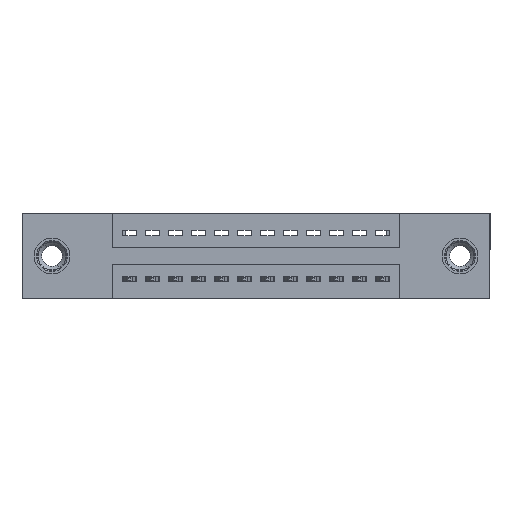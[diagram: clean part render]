
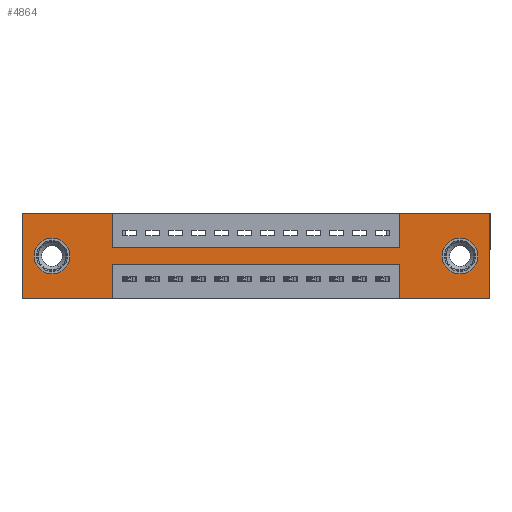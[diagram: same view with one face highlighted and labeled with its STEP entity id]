
A CAD part, front view. The second image highlights one B-rep face of the part: STEP entity #4864.
In plain terms, the highlighted planar face has unit normal (0, -1, 0).
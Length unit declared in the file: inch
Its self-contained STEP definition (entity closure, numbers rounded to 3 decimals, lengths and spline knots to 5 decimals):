
#21 = VECTOR ( 'NONE', #16214, 39.37008 ) ;
#164 = AXIS2_PLACEMENT_3D ( 'NONE', #8084, #8140, #8205 ) ;
#299 = CARTESIAN_POINT ( 'NONE',  ( 1.905, 0., -0.185 ) ) ;
#496 = LINE ( 'NONE', #5253, #4590 ) ;
#537 = VERTEX_POINT ( 'NONE', #1516 ) ;
#747 = CIRCLE ( 'NONE', #1586, 0.078 ) ;
#760 = FACE_BOUND ( 'NONE', #10051, .T. ) ;
#766 = ORIENTED_EDGE ( 'NONE', *, *, #6644, .F. ) ;
#825 = EDGE_CURVE ( 'NONE', #14212, #17601, #15527, .T. ) ;
#1353 = CARTESIAN_POINT ( 'NONE',  ( 0.3925, 0., -0.22 ) ) ;
#1358 = CARTESIAN_POINT ( 'NONE',  ( 0.3925, 0., -0.22 ) ) ;
#1364 = EDGE_CURVE ( 'NONE', #17313, #8422, #10950, .T. ) ;
#1437 = VECTOR ( 'NONE', #5385, 39.37008 ) ;
#1507 = ORIENTED_EDGE ( 'NONE', *, *, #9386, .F. ) ;
#1516 = CARTESIAN_POINT ( 'NONE',  ( 1.905, 0., -0.107 ) ) ;
#1586 = AXIS2_PLACEMENT_3D ( 'NONE', #10330, #2129, #7688 ) ;
#1858 = CIRCLE ( 'NONE', #14203, 0.078 ) ;
#2044 = DIRECTION ( 'NONE',  ( 1., 0., 0. ) ) ;
#2100 = EDGE_LOOP ( 'NONE', ( #16381, #1507, #7932, #766, #4837, #11017, #6949, #7886, #11613, #12958, #11095, #11307 ) ) ;
#2129 = DIRECTION ( 'NONE',  ( 0., 1., 0. ) ) ;
#2130 = CARTESIAN_POINT ( 'NONE',  ( 1.6425, 0., 0. ) ) ;
#2344 = DIRECTION ( 'NONE',  ( -1., 0., 0. ) ) ;
#2379 = EDGE_LOOP ( 'NONE', ( #15832, #16498 ) ) ;
#2451 = EDGE_CURVE ( 'NONE', #17601, #17313, #9637, .T. ) ;
#2544 = CARTESIAN_POINT ( 'NONE',  ( 2.035, 0., 0. ) ) ;
#2943 = VERTEX_POINT ( 'NONE', #14460 ) ;
#3315 = LINE ( 'NONE', #7377, #16219 ) ;
#3454 = CARTESIAN_POINT ( 'NONE',  ( 1.6425, 0., -0.37 ) ) ;
#3689 = EDGE_CURVE ( 'NONE', #17137, #10215, #8723, .T. ) ;
#3747 = DIRECTION ( 'NONE',  ( 0., 0., 1. ) ) ;
#3920 = CARTESIAN_POINT ( 'NONE',  ( 0.13, 0., -0.185 ) ) ;
#4291 = VECTOR ( 'NONE', #2344, 39.37008 ) ;
#4590 = VECTOR ( 'NONE', #9420, 39.37008 ) ;
#4837 = ORIENTED_EDGE ( 'NONE', *, *, #1364, .F. ) ;
#4864 = ADVANCED_FACE ( 'NONE', ( #760, #14940, #11264 ), #16487, .T. ) ;
#4887 = CARTESIAN_POINT ( 'NONE',  ( 0.13, 0., -0.107 ) ) ;
#4911 = LINE ( 'NONE', #16008, #4291 ) ;
#5079 = VERTEX_POINT ( 'NONE', #4887 ) ;
#5230 = LINE ( 'NONE', #17149, #13598 ) ;
#5253 = CARTESIAN_POINT ( 'NONE',  ( 1.6425, 0., -0.37 ) ) ;
#5292 = DIRECTION ( 'NONE',  ( 1., 0., 0. ) ) ;
#5366 = EDGE_CURVE ( 'NONE', #2943, #15698, #8453, .T. ) ;
#5385 = DIRECTION ( 'NONE',  ( -1., 0., 0. ) ) ;
#5411 = CARTESIAN_POINT ( 'NONE',  ( 0., 0., 0. ) ) ;
#5541 = VECTOR ( 'NONE', #16586, 39.37008 ) ;
#5664 = VECTOR ( 'NONE', #6156, 39.37008 ) ;
#5771 = DIRECTION ( 'NONE',  ( 0., 1., 0. ) ) ;
#6156 = DIRECTION ( 'NONE',  ( -1., 0., 0. ) ) ;
#6644 = EDGE_CURVE ( 'NONE', #8422, #8318, #14246, .T. ) ;
#6914 = EDGE_CURVE ( 'NONE', #15698, #14212, #5230, .T. ) ;
#6949 = ORIENTED_EDGE ( 'NONE', *, *, #825, .F. ) ;
#7164 = VECTOR ( 'NONE', #12673, 39.37008 ) ;
#7258 = CARTESIAN_POINT ( 'NONE',  ( 1.905, 0., -0.185 ) ) ;
#7377 = CARTESIAN_POINT ( 'NONE',  ( 0., 0., 0. ) ) ;
#7688 = DIRECTION ( 'NONE',  ( 0., 0., 1. ) ) ;
#7791 = CARTESIAN_POINT ( 'NONE',  ( 1.6425, 0., 0. ) ) ;
#7886 = ORIENTED_EDGE ( 'NONE', *, *, #6914, .F. ) ;
#7932 = ORIENTED_EDGE ( 'NONE', *, *, #12147, .F. ) ;
#7984 = EDGE_CURVE ( 'NONE', #5079, #11221, #12237, .T. ) ;
#7988 = VERTEX_POINT ( 'NONE', #10655 ) ;
#8084 = CARTESIAN_POINT ( 'NONE',  ( 0., 0., -0.37 ) ) ;
#8140 = DIRECTION ( 'NONE',  ( 0., -1., 0. ) ) ;
#8205 = DIRECTION ( 'NONE',  ( 0., 0., -1. ) ) ;
#8318 = VERTEX_POINT ( 'NONE', #3454 ) ;
#8342 = EDGE_CURVE ( 'NONE', #10710, #17137, #4911, .T. ) ;
#8348 = ORIENTED_EDGE ( 'NONE', *, *, #16659, .T. ) ;
#8415 = CARTESIAN_POINT ( 'NONE',  ( 0., 0., -0.37 ) ) ;
#8422 = VERTEX_POINT ( 'NONE', #14371 ) ;
#8453 = LINE ( 'NONE', #12899, #7164 ) ;
#8532 = VERTEX_POINT ( 'NONE', #12680 ) ;
#8656 = CARTESIAN_POINT ( 'NONE',  ( 0.3925, 0., -0.15 ) ) ;
#8723 = LINE ( 'NONE', #15195, #5541 ) ;
#9187 = CIRCLE ( 'NONE', #16282, 0.078 ) ;
#9386 = EDGE_CURVE ( 'NONE', #7988, #10357, #13244, .T. ) ;
#9420 = DIRECTION ( 'NONE',  ( 0., 0., 1. ) ) ;
#9637 = LINE ( 'NONE', #5411, #12456 ) ;
#10051 = EDGE_LOOP ( 'NONE', ( #8348, #12898 ) ) ;
#10069 = CARTESIAN_POINT ( 'NONE',  ( 0.3925, 0., -0.37 ) ) ;
#10172 = DIRECTION ( 'NONE',  ( 0., 0., -1. ) ) ;
#10183 = DIRECTION ( 'NONE',  ( 1., 0., 0. ) ) ;
#10215 = VERTEX_POINT ( 'NONE', #15914 ) ;
#10330 = CARTESIAN_POINT ( 'NONE',  ( 0.13, 0., -0.185 ) ) ;
#10357 = VERTEX_POINT ( 'NONE', #1353 ) ;
#10450 = CARTESIAN_POINT ( 'NONE',  ( 0., 0., -0.37 ) ) ;
#10655 = CARTESIAN_POINT ( 'NONE',  ( 1.6425, 0., -0.22 ) ) ;
#10710 = VERTEX_POINT ( 'NONE', #13966 ) ;
#10950 = LINE ( 'NONE', #2544, #21 ) ;
#11017 = ORIENTED_EDGE ( 'NONE', *, *, #2451, .F. ) ;
#11095 = ORIENTED_EDGE ( 'NONE', *, *, #3689, .F. ) ;
#11221 = VERTEX_POINT ( 'NONE', #13990 ) ;
#11264 = FACE_OUTER_BOUND ( 'NONE', #2100, .T. ) ;
#11307 = ORIENTED_EDGE ( 'NONE', *, *, #8342, .F. ) ;
#11613 = ORIENTED_EDGE ( 'NONE', *, *, #5366, .F. ) ;
#12147 = EDGE_CURVE ( 'NONE', #8318, #7988, #496, .T. ) ;
#12237 = CIRCLE ( 'NONE', #16090, 0.078 ) ;
#12395 = LINE ( 'NONE', #10069, #15184 ) ;
#12456 = VECTOR ( 'NONE', #5292, 39.37008 ) ;
#12673 = DIRECTION ( 'NONE',  ( 0., 0., -1. ) ) ;
#12680 = CARTESIAN_POINT ( 'NONE',  ( 1.905, 0., -0.263 ) ) ;
#12898 = ORIENTED_EDGE ( 'NONE', *, *, #14733, .T. ) ;
#12899 = CARTESIAN_POINT ( 'NONE',  ( 0.3925, 0., 0. ) ) ;
#12958 = ORIENTED_EDGE ( 'NONE', *, *, #17385, .F. ) ;
#13082 = DIRECTION ( 'NONE',  ( 0., 0., 1. ) ) ;
#13244 = LINE ( 'NONE', #1358, #1437 ) ;
#13598 = VECTOR ( 'NONE', #10183, 39.37008 ) ;
#13958 = CARTESIAN_POINT ( 'NONE',  ( 2.035, 0., 0. ) ) ;
#13966 = CARTESIAN_POINT ( 'NONE',  ( 0.3925, 0., -0.37 ) ) ;
#13990 = CARTESIAN_POINT ( 'NONE',  ( 0.13, 0., -0.263 ) ) ;
#14089 = DIRECTION ( 'NONE',  ( 0., 0., -1. ) ) ;
#14203 = AXIS2_PLACEMENT_3D ( 'NONE', #299, #5771, #14089 ) ;
#14212 = VERTEX_POINT ( 'NONE', #17270 ) ;
#14246 = LINE ( 'NONE', #10450, #5664 ) ;
#14371 = CARTESIAN_POINT ( 'NONE',  ( 2.035, 0., -0.37 ) ) ;
#14460 = CARTESIAN_POINT ( 'NONE',  ( 0.3925, 0., 0. ) ) ;
#14660 = DIRECTION ( 'NONE',  ( 0., 1., 0. ) ) ;
#14733 = EDGE_CURVE ( 'NONE', #8532, #537, #9187, .T. ) ;
#14940 = FACE_BOUND ( 'NONE', #2379, .T. ) ;
#15184 = VECTOR ( 'NONE', #17204, 39.37008 ) ;
#15195 = CARTESIAN_POINT ( 'NONE',  ( 0., 0., 0. ) ) ;
#15527 = LINE ( 'NONE', #2130, #16611 ) ;
#15698 = VERTEX_POINT ( 'NONE', #8656 ) ;
#15777 = EDGE_CURVE ( 'NONE', #10357, #10710, #12395, .T. ) ;
#15832 = ORIENTED_EDGE ( 'NONE', *, *, #7984, .T. ) ;
#15914 = CARTESIAN_POINT ( 'NONE',  ( 0., 0., 0. ) ) ;
#16008 = CARTESIAN_POINT ( 'NONE',  ( 0., 0., -0.37 ) ) ;
#16090 = AXIS2_PLACEMENT_3D ( 'NONE', #3920, #14660, #3747 ) ;
#16214 = DIRECTION ( 'NONE',  ( 0., 0., -1. ) ) ;
#16219 = VECTOR ( 'NONE', #2044, 39.37008 ) ;
#16282 = AXIS2_PLACEMENT_3D ( 'NONE', #7258, #17079, #10172 ) ;
#16381 = ORIENTED_EDGE ( 'NONE', *, *, #15777, .F. ) ;
#16487 = PLANE ( 'NONE',  #164 ) ;
#16498 = ORIENTED_EDGE ( 'NONE', *, *, #16962, .T. ) ;
#16586 = DIRECTION ( 'NONE',  ( 0., 0., 1. ) ) ;
#16611 = VECTOR ( 'NONE', #13082, 39.37008 ) ;
#16659 = EDGE_CURVE ( 'NONE', #537, #8532, #1858, .T. ) ;
#16962 = EDGE_CURVE ( 'NONE', #11221, #5079, #747, .T. ) ;
#17079 = DIRECTION ( 'NONE',  ( 0., 1., 0. ) ) ;
#17137 = VERTEX_POINT ( 'NONE', #8415 ) ;
#17149 = CARTESIAN_POINT ( 'NONE',  ( 0.3925, 0., -0.15 ) ) ;
#17204 = DIRECTION ( 'NONE',  ( 0., 0., -1. ) ) ;
#17270 = CARTESIAN_POINT ( 'NONE',  ( 1.6425, 0., -0.15 ) ) ;
#17313 = VERTEX_POINT ( 'NONE', #13958 ) ;
#17385 = EDGE_CURVE ( 'NONE', #10215, #2943, #3315, .T. ) ;
#17601 = VERTEX_POINT ( 'NONE', #7791 ) ;
